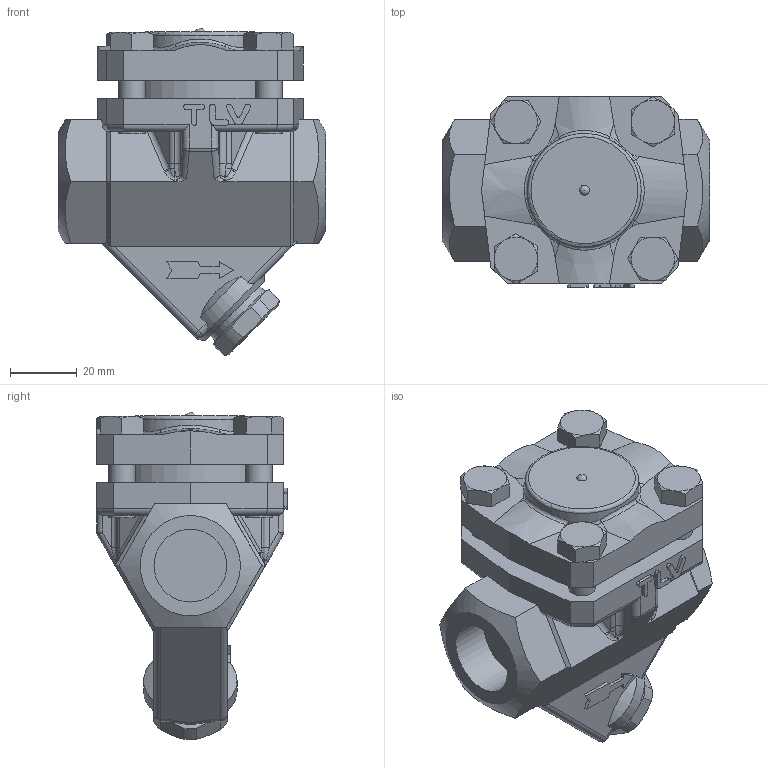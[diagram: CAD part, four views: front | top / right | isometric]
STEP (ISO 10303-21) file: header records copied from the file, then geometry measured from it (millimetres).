
FILE_DESCRIPTION((''),'2;1');
FILE_NAME('l32s0-015-sw000-00.stp','2010-12-22T08:40:16',('nakaot'),(''),'Autodesk Inventor 2008','Autodesk Inventor 2008','');
FILE_SCHEMA(('AUTOMOTIVE_DESIGN { 1 0 10303 214 1 1 1 1 }'));
Length unit declared in the file: millimetre
Products named in the file (1): l32s0-015-sw000-00
Bounding box: 80 x 57.01 x 98 mm (x, y, z)
Volume: 190256.9 mm3; surface area: 30808.1 mm2
Topology: 1 solids, 1 shells, 341 faces, 849 edges, 523 vertices
Faces by surface type: plane 167, cylinder 76, bspline 57, cone 31, sphere 9, torus 1
Full cylindrical faces by diameter (mm): 8 x8, 21 x1, 34 x1, 45.8 x1
Entity records: 11528 total; most frequent: CARTESIAN_POINT 3924, ORIENTED_EDGE 1628, DIRECTION 1491, EDGE_CURVE 814, AXIS2_PLACEMENT_3D 540, VERTEX_POINT 514, VECTOR 411, LINE 411
